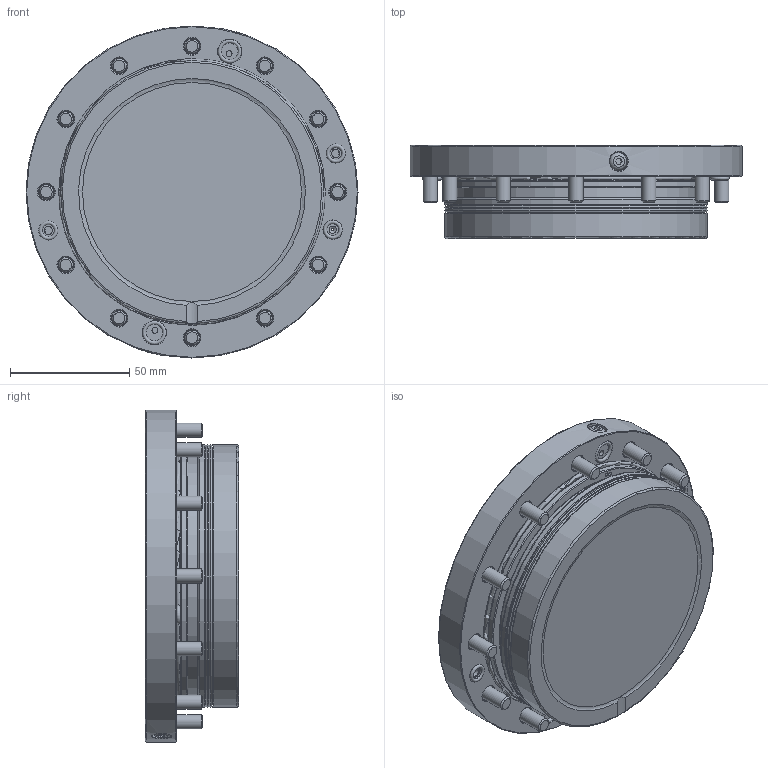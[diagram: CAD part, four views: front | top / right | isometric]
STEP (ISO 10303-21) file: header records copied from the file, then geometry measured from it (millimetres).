
FILE_DESCRIPTION (( 'STEP AP214' ), '1' );
FILE_NAME ('804 546 (058-068-02) STARK.classic 2 NG mit MD2.STEP', '2022-01-27T13:14:02', ( '' ), ( '' ), 'SwSTEP 2.0', 'SolidWorks 2021', '' );
FILE_SCHEMA (( 'AUTOMOTIVE_DESIGN' ));
Length unit declared in the file: millimetre
Products named in the file (1): 804 546 (058-068-02) STARK.classic 2 NG mit MD2
Bounding box: 139 x 39 x 139 mm (x, y, z)
Volume: 401845.2 mm3; surface area: 73603 mm2
Topology: 1 solids, 35 shells, 648 faces, 1392 edges, 904 vertices
Faces by surface type: plane 246, cylinder 206, cone 90, torus 88, sphere 16, bspline 2
Full cylindrical faces by diameter (mm): 1 x1, 1.5 x4, 1.8 x2, 2.2 x8, 2.5 x2, 3 x1, 3.5 x2, 4 x2, 4.5 x2, 4.8 x16, 5 x2, 5.75 x2, 6 x14, 6.1 x2, 6.8 x12, 7 x2, 7.096 x2, 7.2 x1, 7.5 x1, 7.6 x2, 8 x3, 8.1 x2, 10 x26, 10.856 x1, 11 x22, 11.2 x4, 14 x6, 16 x2, 16.2 x2, 30.4 x3
Entity records: 23322 total; most frequent: CARTESIAN_POINT 5751, DIRECTION 2581, ORIENTED_EDGE 1774, AXIS2_PLACEMENT_3D 1151, EDGE_LOOP 1136, FACE_OUTER_BOUND 904, EDGE_CURVE 887, VERTEX_POINT 743
